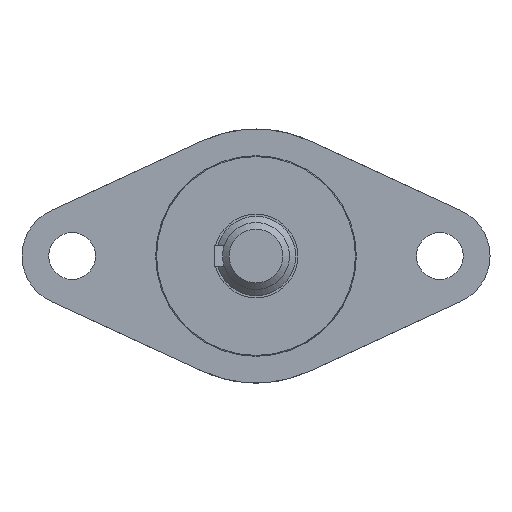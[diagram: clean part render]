
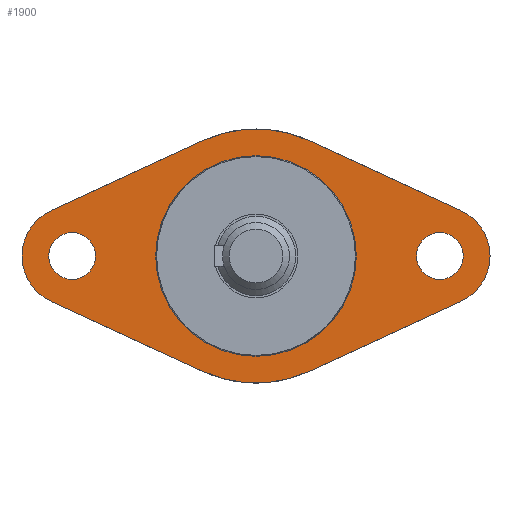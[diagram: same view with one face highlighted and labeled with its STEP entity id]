
A CAD part, left-side view. The second image highlights one B-rep face of the part: STEP entity #1900.
In plain terms, the highlighted planar face has unit normal (-1, 0, 0).
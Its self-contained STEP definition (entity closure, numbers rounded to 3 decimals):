
#1300=CARTESIAN_POINT('',(-82.7,27.5,-3.5));
#1301=VERTEX_POINT('',#1300);
#1302=CARTESIAN_POINT('',(-82.7,27.5,0.));
#1303=DIRECTION('',(1.0,0.0,0.0));
#1304=DIRECTION('',(0.0,0.0,1.0));
#1305=AXIS2_PLACEMENT_3D('',#1302,#1303,#1304);
#1306=CIRCLE('',#1305,3.5);
#1307=EDGE_CURVE('',#1301,#1301,#1306,.T.);
#1342=CARTESIAN_POINT('',(-82.7,7.945,-17.259));
#1343=VERTEX_POINT('',#1342);
#1350=CARTESIAN_POINT('',(-82.7,30.636,-6.813));
#1351=VERTEX_POINT('',#1350);
#1352=CARTESIAN_POINT('',(-82.7,30.636,-6.813));
#1353=DIRECTION('',(0.0,-0.908,-0.418));
#1354=VECTOR('',#1353,24.98);
#1355=LINE('',#1352,#1354);
#1356=EDGE_CURVE('',#1351,#1343,#1355,.T.);
#1390=CARTESIAN_POINT('',(-82.7,30.636,6.813));
#1391=VERTEX_POINT('',#1390);
#1392=CARTESIAN_POINT('',(-82.7,27.5,0.));
#1393=DIRECTION('',(-1.0,0.0,0.0));
#1394=DIRECTION('',(0.0,0.418,-0.908));
#1395=AXIS2_PLACEMENT_3D('',#1392,#1393,#1394);
#1396=CIRCLE('',#1395,7.5);
#1397=EDGE_CURVE('',#1391,#1351,#1396,.T.);
#1427=CARTESIAN_POINT('',(-82.7,-7.945,17.259));
#1428=VERTEX_POINT('',#1427);
#1435=CARTESIAN_POINT('',(-82.7,-30.636,6.813));
#1436=VERTEX_POINT('',#1435);
#1437=CARTESIAN_POINT('',(-82.7,-30.636,6.813));
#1438=DIRECTION('',(0.0,0.908,0.418));
#1439=VECTOR('',#1438,24.98);
#1440=LINE('',#1437,#1439);
#1441=EDGE_CURVE('',#1436,#1428,#1440,.T.);
#1475=CARTESIAN_POINT('',(-82.7,-30.636,-6.813));
#1476=VERTEX_POINT('',#1475);
#1477=CARTESIAN_POINT('',(-82.7,-27.5,0.));
#1478=DIRECTION('',(-1.0,0.0,0.0));
#1479=DIRECTION('',(0.0,-0.418,0.908));
#1480=AXIS2_PLACEMENT_3D('',#1477,#1478,#1479);
#1481=CIRCLE('',#1480,7.5);
#1482=EDGE_CURVE('',#1476,#1436,#1481,.T.);
#1519=CARTESIAN_POINT('',(-82.7,-7.945,-17.259));
#1520=VERTEX_POINT('',#1519);
#1521=CARTESIAN_POINT('',(-82.7,-7.945,-17.259));
#1522=DIRECTION('',(0.0,-0.908,0.418));
#1523=VECTOR('',#1522,24.98);
#1524=LINE('',#1521,#1523);
#1525=EDGE_CURVE('',#1520,#1476,#1524,.T.);
#1562=CARTESIAN_POINT('',(-82.7,7.945,17.259));
#1563=VERTEX_POINT('',#1562);
#1564=CARTESIAN_POINT('',(-82.7,7.945,17.259));
#1565=DIRECTION('',(0.0,0.908,-0.418));
#1566=VECTOR('',#1565,24.98);
#1567=LINE('',#1564,#1566);
#1568=EDGE_CURVE('',#1563,#1391,#1567,.T.);
#1584=CARTESIAN_POINT('',(-82.7,-27.5,-3.5));
#1585=VERTEX_POINT('',#1584);
#1586=CARTESIAN_POINT('',(-82.7,-27.5,0.));
#1587=DIRECTION('',(1.0,0.0,0.0));
#1588=DIRECTION('',(0.0,0.0,1.0));
#1589=AXIS2_PLACEMENT_3D('',#1586,#1587,#1588);
#1590=CIRCLE('',#1589,3.5);
#1591=EDGE_CURVE('',#1585,#1585,#1590,.T.);
#1631=CARTESIAN_POINT('',(-82.7,0.,0.));
#1632=DIRECTION('',(-1.0,0.0,0.0));
#1633=DIRECTION('',(0.0,0.0,1.0));
#1634=AXIS2_PLACEMENT_3D('',#1631,#1632,#1633);
#1635=CIRCLE('',#1634,19.0);
#1636=EDGE_CURVE('',#1428,#1563,#1635,.T.);
#1647=CARTESIAN_POINT('',(-82.7,0.,0.));
#1648=DIRECTION('',(-1.0,0.0,0.0));
#1649=DIRECTION('',(0.0,0.0,1.0));
#1650=AXIS2_PLACEMENT_3D('',#1647,#1648,#1649);
#1651=CIRCLE('',#1650,19.0);
#1652=EDGE_CURVE('',#1343,#1520,#1651,.T.);
#1861=CARTESIAN_POINT('',(-82.7,15.,0.));
#1862=VERTEX_POINT('',#1861);
#1863=CARTESIAN_POINT('',(-82.7,0.,0.));
#1864=DIRECTION('',(1.0,0.0,0.0));
#1865=DIRECTION('',(0.0,1.0,0.0));
#1866=AXIS2_PLACEMENT_3D('',#1863,#1864,#1865);
#1867=CIRCLE('',#1866,15.);
#1868=EDGE_CURVE('',#1862,#1862,#1867,.T.);
#1876=CARTESIAN_POINT('',(-82.7,25.,0.));
#1877=DIRECTION('',(-1.0,0.0,0.0));
#1878=DIRECTION('',(0.0,0.0,1.0));
#1879=AXIS2_PLACEMENT_3D('',#1876,#1877,#1878);
#1880=PLANE('',#1879);
#1881=ORIENTED_EDGE('',*,*,#1482,.T.);
#1882=ORIENTED_EDGE('',*,*,#1441,.T.);
#1883=ORIENTED_EDGE('',*,*,#1636,.T.);
#1884=ORIENTED_EDGE('',*,*,#1568,.T.);
#1885=ORIENTED_EDGE('',*,*,#1397,.T.);
#1886=ORIENTED_EDGE('',*,*,#1356,.T.);
#1887=ORIENTED_EDGE('',*,*,#1652,.T.);
#1888=ORIENTED_EDGE('',*,*,#1525,.T.);
#1889=EDGE_LOOP('',(#1881,#1882,#1883,#1884,#1885,#1886,#1887,#1888));
#1890=FACE_OUTER_BOUND('',#1889,.T.);
#1891=ORIENTED_EDGE('',*,*,#1307,.T.);
#1892=EDGE_LOOP('',(#1891));
#1893=FACE_BOUND('',#1892,.T.);
#1894=ORIENTED_EDGE('',*,*,#1591,.T.);
#1895=EDGE_LOOP('',(#1894));
#1896=FACE_BOUND('',#1895,.T.);
#1897=ORIENTED_EDGE('',*,*,#1868,.T.);
#1898=EDGE_LOOP('',(#1897));
#1899=FACE_BOUND('',#1898,.T.);
#1900=ADVANCED_FACE('',(#1890,#1893,#1896,#1899),#1880,.T.);
